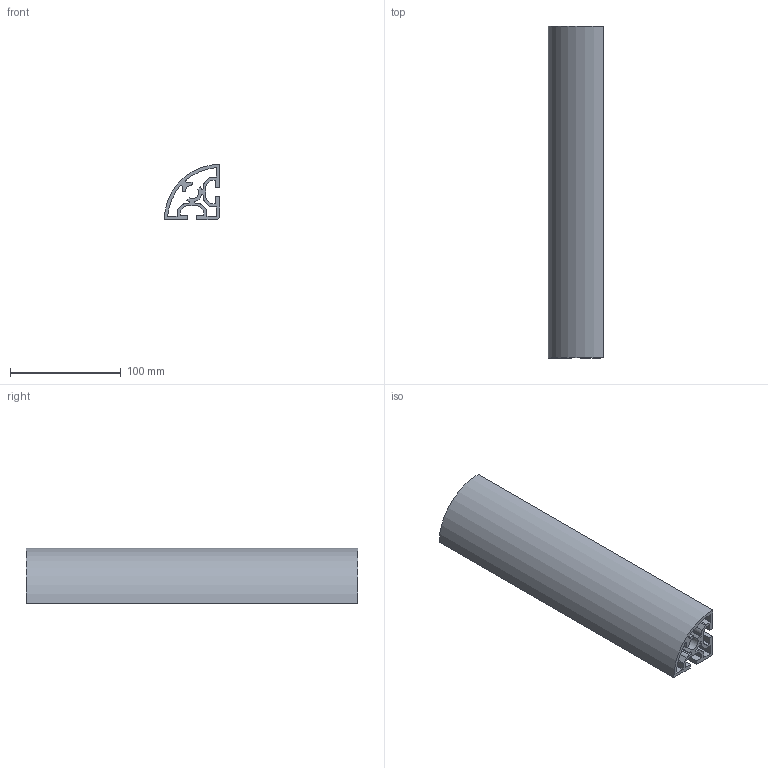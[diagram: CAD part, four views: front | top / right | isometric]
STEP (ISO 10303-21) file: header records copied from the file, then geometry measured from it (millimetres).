
FILE_DESCRIPTION (( 'STEP AP214' ), '1' );
FILE_NAME ('1728143256101.step', '2024-10-05T15:47:58', ( 'Windows User' ), ( '' ), 'SwSTEP 2.0', 'SolidWorks 2011', '' );
FILE_SCHEMA (( 'AUTOMOTIVE_DESIGN' ));
Length unit declared in the file: millimetre
Products named in the file (2): 1.11.050050.21Sx300.00(1); 1728143256101
Assembly tree (1 placements, depth 2):
  1728143256101
    1.11.050050.21Sx300.00(1)
Bounding box: 50 x 300 x 50 mm (x, y, z)
Volume: 238935.8 mm3; surface area: 153520 mm2
Topology: 1 solids, 1 shells, 105 faces, 309 edges, 206 vertices
Faces by surface type: cylinder 55, plane 50
Entity records: 3607 total; most frequent: DIRECTION 637, CARTESIAN_POINT 624, ORIENTED_EDGE 618, EDGE_CURVE 309, AXIS2_PLACEMENT_3D 219, VERTEX_POINT 206, VECTOR 199, LINE 199
